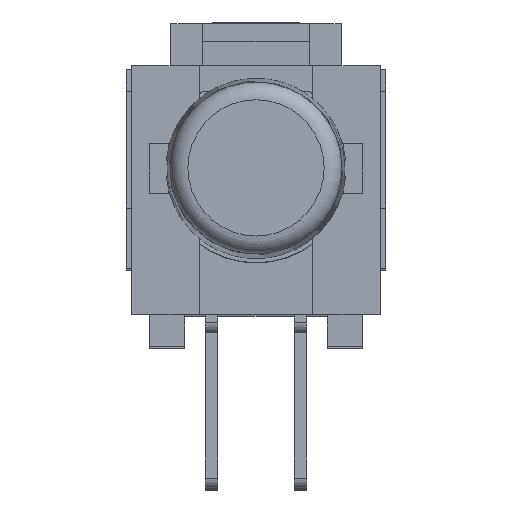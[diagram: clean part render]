
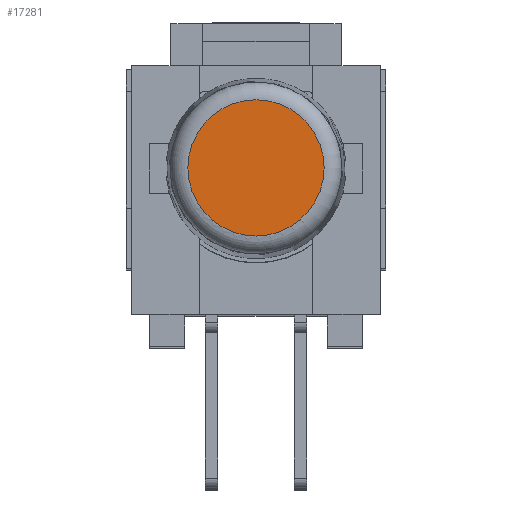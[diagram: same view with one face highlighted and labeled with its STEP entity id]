
A CAD part, top view. The second image highlights one B-rep face of the part: STEP entity #17281.
In plain terms, the highlighted planar face has unit normal (0, 0, 1).
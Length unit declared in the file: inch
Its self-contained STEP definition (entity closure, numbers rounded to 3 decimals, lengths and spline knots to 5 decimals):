
#17242=CARTESIAN_POINT('',(0.07553,0.,0.62756));
#17243=VERTEX_POINT('',#17242);
#17244=CARTESIAN_POINT('',(0.,0.,0.62756));
#17245=DIRECTION('',(0.0,0.0,-1.0));
#17246=DIRECTION('',(-1.0,0.0,0.0));
#17247=AXIS2_PLACEMENT_3D('',#17244,#17245,#17246);
#17248=CIRCLE('',#17247,0.07553);
#17249=EDGE_CURVE('',#17243,#17243,#17248,.T.);
#17273=CARTESIAN_POINT('',(0.08309,-0.08309,0.62756));
#17274=DIRECTION('',(0.0,0.0,-1.0));
#17275=DIRECTION('',(-1.0,0.0,0.0));
#17276=AXIS2_PLACEMENT_3D('',#17273,#17274,#17275);
#17277=PLANE('',#17276);
#17278=ORIENTED_EDGE('',*,*,#17249,.F.);
#17279=EDGE_LOOP('',(#17278));
#17280=FACE_OUTER_BOUND('',#17279,.T.);
#17281=ADVANCED_FACE('',(#17280),#17277,.F.);
